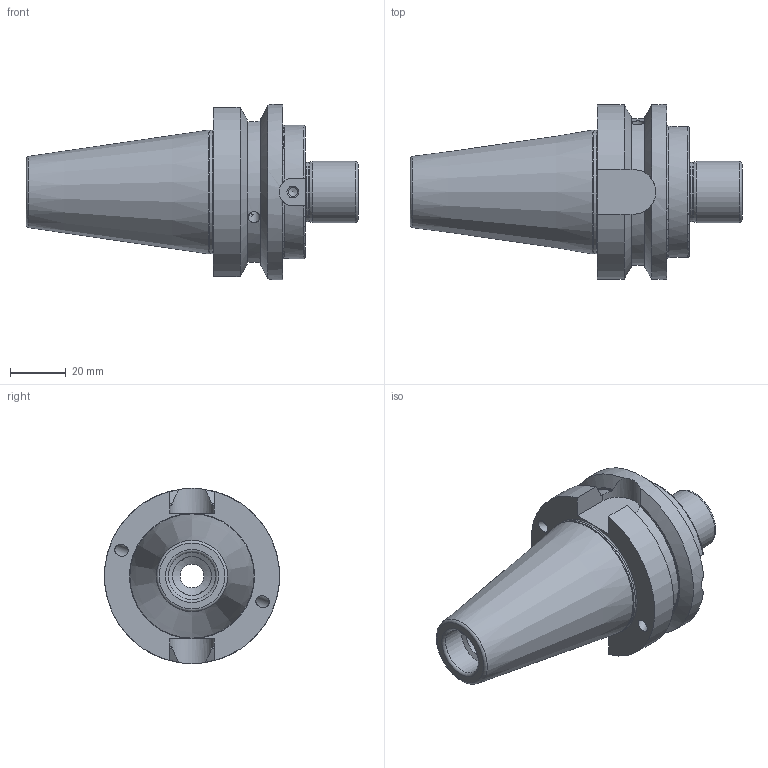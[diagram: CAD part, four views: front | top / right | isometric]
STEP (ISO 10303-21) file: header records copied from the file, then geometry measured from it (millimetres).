
FILE_DESCRIPTION(/* description */ (''),/* implementation_level */ '2;1');
FILE_NAME(/* name */ '7540051-02.stp',/* time_stamp */ '2019-07-09T08:33:36+02:00',/* author */ ('SCHUESSLER'),/* organization */ (''),/* preprocessor_version */ 'ST-DEVELOPER v17.2',/* originating_system */ 'Autodesk Inventor 2019',/* authorisation */ '');
FILE_SCHEMA (('AUTOMOTIVE_DESIGN { 1 0 10303 214 3 1 1 }'));
Length unit declared in the file: millimetre
Products named in the file (1): 7540051-02
Bounding box: 119.4 x 63 x 63 mm (x, y, z)
Volume: 136251.8 mm3; surface area: 28105.9 mm2
Topology: 1 solids, 1 shells, 87 faces, 305 edges, 210 vertices
Faces by surface type: cylinder 28, cone 22, plane 22, torus 15
Full cylindrical faces by diameter (mm): 2.5 x4, 3.242 x2, 4.2 x4, 8.5 x1, 10.5 x1, 14 x1, 17 x1, 21.4 x1, 22 x1, 44.25 x1, 63 x1
Entity records: 3799 total; most frequent: CARTESIAN_POINT 1100, ORIENTED_EDGE 598, DIRECTION 552, EDGE_CURVE 299, AXIS2_PLACEMENT_3D 228, VERTEX_POINT 210, CIRCLE 132, EDGE_LOOP 101
